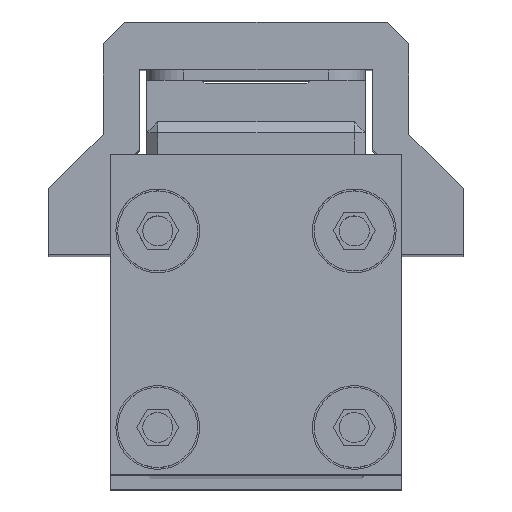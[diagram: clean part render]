
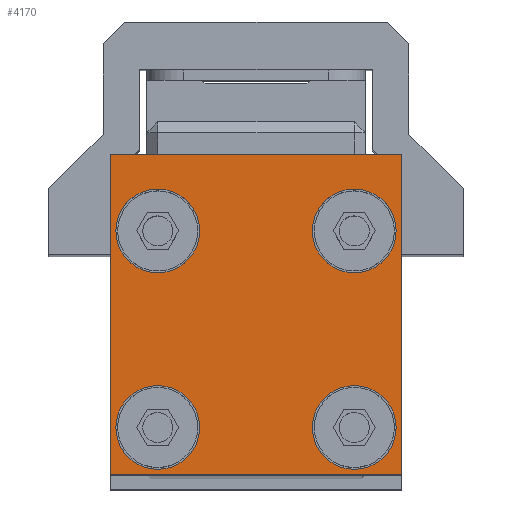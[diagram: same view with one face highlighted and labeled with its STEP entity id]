
A CAD part, top view. The second image highlights one B-rep face of the part: STEP entity #4170.
In plain terms, the highlighted planar face has unit normal (0, 0, 1).
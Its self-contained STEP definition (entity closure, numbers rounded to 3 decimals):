
#77=CIRCLE('',#4483,5.75);
#81=CIRCLE('',#4490,5.75);
#85=CIRCLE('',#4497,5.75);
#89=CIRCLE('',#4504,5.75);
#730=ORIENTED_EDGE('',*,*,#1590,.F.);
#731=ORIENTED_EDGE('',*,*,#1591,.F.);
#732=ORIENTED_EDGE('',*,*,#1592,.F.);
#733=ORIENTED_EDGE('',*,*,#1593,.F.);
#734=ORIENTED_EDGE('',*,*,#1541,.T.);
#735=ORIENTED_EDGE('',*,*,#1545,.T.);
#736=ORIENTED_EDGE('',*,*,#1549,.T.);
#737=ORIENTED_EDGE('',*,*,#1553,.T.);
#1541=EDGE_CURVE('',#2021,#2021,#77,.T.);
#1545=EDGE_CURVE('',#2025,#2025,#81,.T.);
#1549=EDGE_CURVE('',#2029,#2029,#85,.T.);
#1553=EDGE_CURVE('',#2033,#2033,#89,.T.);
#1590=EDGE_CURVE('',#2058,#2059,#2468,.T.);
#1591=EDGE_CURVE('',#2060,#2058,#2469,.T.);
#1592=EDGE_CURVE('',#2061,#2060,#2470,.T.);
#1593=EDGE_CURVE('',#2059,#2061,#2471,.T.);
#2021=VERTEX_POINT('',#6440);
#2025=VERTEX_POINT('',#6451);
#2029=VERTEX_POINT('',#6462);
#2033=VERTEX_POINT('',#6473);
#2058=VERTEX_POINT('',#6551);
#2059=VERTEX_POINT('',#6552);
#2060=VERTEX_POINT('',#6554);
#2061=VERTEX_POINT('',#6556);
#2468=LINE('',#6550,#2912);
#2469=LINE('',#6553,#2913);
#2470=LINE('',#6555,#2914);
#2471=LINE('',#6557,#2915);
#2912=VECTOR('',#5333,1000.);
#2913=VECTOR('',#5334,1000.);
#2914=VECTOR('',#5335,1000.);
#2915=VECTOR('',#5336,1000.);
#3283=EDGE_LOOP('',(#730,#731,#732,#733));
#3284=EDGE_LOOP('',(#734));
#3285=EDGE_LOOP('',(#735));
#3286=EDGE_LOOP('',(#736));
#3287=EDGE_LOOP('',(#737));
#3651=FACE_BOUND('',#3283,.T.);
#3652=FACE_BOUND('',#3284,.T.);
#3653=FACE_BOUND('',#3285,.T.);
#3654=FACE_BOUND('',#3286,.T.);
#3655=FACE_BOUND('',#3287,.T.);
#3936=PLANE('',#4520);
#4170=ADVANCED_FACE('',(#3651,#3652,#3653,#3654,#3655),#3936,.T.);
#4483=AXIS2_PLACEMENT_3D('',#6439,#5221,#5222);
#4490=AXIS2_PLACEMENT_3D('',#6450,#5235,#5236);
#4497=AXIS2_PLACEMENT_3D('',#6461,#5249,#5250);
#4504=AXIS2_PLACEMENT_3D('',#6472,#5263,#5264);
#4520=AXIS2_PLACEMENT_3D('',#6549,#5331,#5332);
#5221=DIRECTION('',(0.,0.,-1.));
#5222=DIRECTION('',(-1.,0.,0.));
#5235=DIRECTION('',(0.,0.,-1.));
#5236=DIRECTION('',(-1.,0.,0.));
#5249=DIRECTION('',(0.,0.,-1.));
#5250=DIRECTION('',(-1.,0.,0.));
#5263=DIRECTION('',(0.,0.,-1.));
#5264=DIRECTION('',(-1.,0.,0.));
#5331=DIRECTION('',(0.,0.,1.));
#5332=DIRECTION('',(1.,0.,0.));
#5333=DIRECTION('',(0.,-1.,0.));
#5334=DIRECTION('',(1.,0.,0.));
#5335=DIRECTION('',(0.,1.,0.));
#5336=DIRECTION('',(-1.,0.,0.));
#6439=CARTESIAN_POINT('',(13.5,10.2,1200.));
#6440=CARTESIAN_POINT('',(7.75,10.2,1200.));
#6450=CARTESIAN_POINT('',(-13.5,10.2,1200.));
#6451=CARTESIAN_POINT('',(-19.25,10.2,1200.));
#6461=CARTESIAN_POINT('',(13.5,-16.8,1200.));
#6462=CARTESIAN_POINT('',(7.75,-16.8,1200.));
#6472=CARTESIAN_POINT('',(-13.5,-16.8,1200.));
#6473=CARTESIAN_POINT('',(-19.25,-16.8,1200.));
#6549=CARTESIAN_POINT('',(0.,-1.3,1200.));
#6550=CARTESIAN_POINT('',(20.,20.7,1200.));
#6551=CARTESIAN_POINT('',(20.,20.7,1200.));
#6552=CARTESIAN_POINT('',(20.,-23.3,1200.));
#6553=CARTESIAN_POINT('',(-20.,20.7,1200.));
#6554=CARTESIAN_POINT('',(-20.,20.7,1200.));
#6555=CARTESIAN_POINT('',(-20.,-23.3,1200.));
#6556=CARTESIAN_POINT('',(-20.,-23.3,1200.));
#6557=CARTESIAN_POINT('',(20.,-23.3,1200.));
